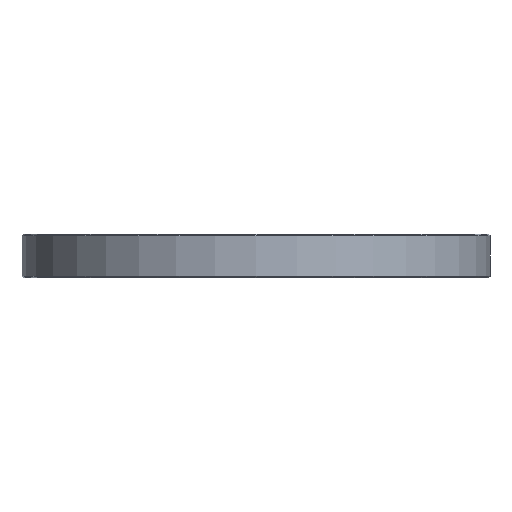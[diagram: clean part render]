
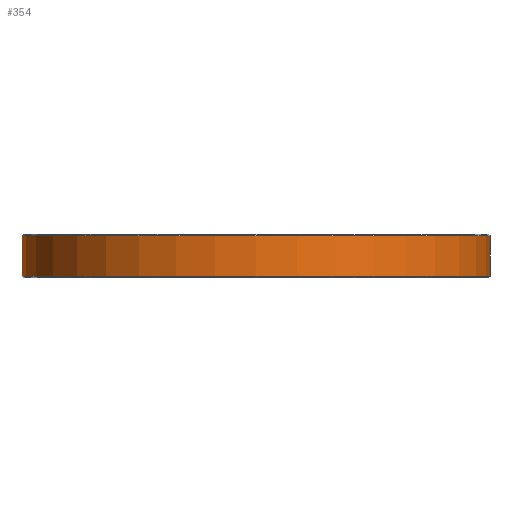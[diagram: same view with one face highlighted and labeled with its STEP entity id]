
A CAD part, front view. The second image highlights one B-rep face of the part: STEP entity #354.
In plain terms, the highlighted cylindrical face has radius 37.675 mm (diameter 75.35 mm), a full revolution.
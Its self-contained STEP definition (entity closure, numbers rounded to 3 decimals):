
#337=CYLINDRICAL_SURFACE('',#12667,37.675);
#354=ADVANCED_FACE('',(#2134,#2135),#337,.T.);
#2050=CIRCLE('',#12665,37.675);
#2051=CIRCLE('',#12666,37.675);
#2134=FACE_BOUND('',#2266,.T.);
#2135=FACE_BOUND('',#2267,.T.);
#2266=EDGE_LOOP('',(#6128));
#2267=EDGE_LOOP('',(#6129));
#6128=ORIENTED_EDGE('',*,*,#10724,.T.);
#6129=ORIENTED_EDGE('',*,*,#10725,.T.);
#9566=VERTEX_POINT('',#17035);
#9567=VERTEX_POINT('',#17037);
#10724=EDGE_CURVE('',#9566,#9566,#2050,.T.);
#10725=EDGE_CURVE('',#9567,#9567,#2051,.T.);
#12665=AXIS2_PLACEMENT_3D('',#17034,#13438,#13439);
#12666=AXIS2_PLACEMENT_3D('',#17036,#13440,#13441);
#12667=AXIS2_PLACEMENT_3D('',#17038,#13442,#13443);
#13438=DIRECTION('',(0.,0.,1.));
#13439=DIRECTION('',(-1.,0.,0.));
#13440=DIRECTION('',(0.,0.,-1.));
#13441=DIRECTION('',(1.,0.,0.));
#13442=DIRECTION('',(0.,0.,1.));
#13443=DIRECTION('',(1.,0.,0.));
#17034=CARTESIAN_POINT('',(0.,0.,0.2));
#17035=CARTESIAN_POINT('',(-37.675,0.,0.2));
#17036=CARTESIAN_POINT('',(0.,0.,6.8));
#17037=CARTESIAN_POINT('',(37.675,0.,6.8));
#17038=CARTESIAN_POINT('',(0.,0.,0.));
